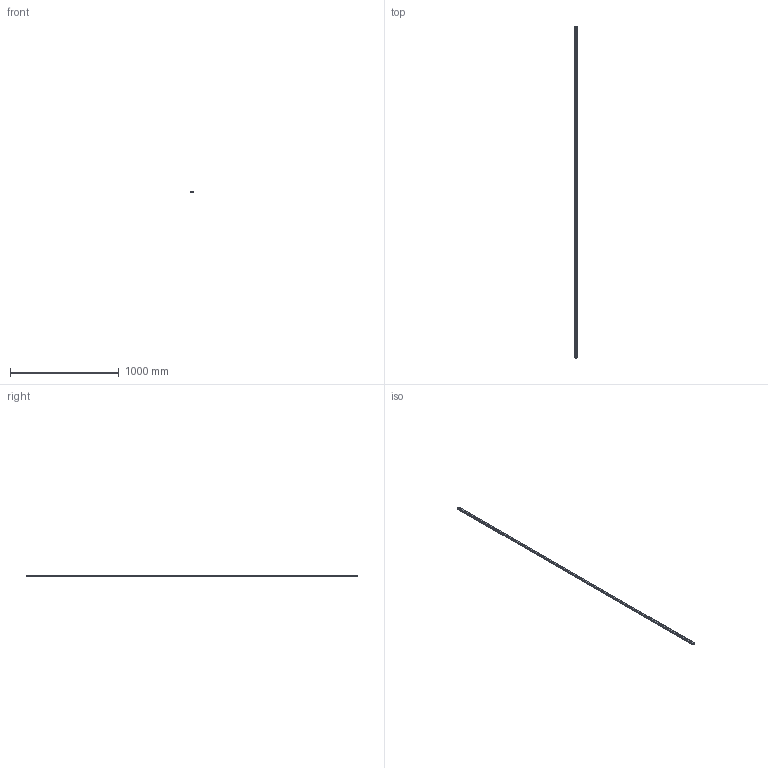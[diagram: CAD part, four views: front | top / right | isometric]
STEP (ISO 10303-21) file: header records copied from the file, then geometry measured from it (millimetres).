
FILE_DESCRIPTION(('STEP AP214'),'1');
FILE_NAME('cctmp_DFA9806F-C94B-40BE-AEE4-A0167E19800A_2021_02_04_11_01_11_0796..stp','2021-02-04T10:01:12',('HIWIN GmbH'),('CADClick - www.CADClick.com'),'Spatial InterOp 3D',' ','unknown authorization');
FILE_SCHEMA(('AUTOMOTIVE_DESIGN'));
Length unit declared in the file: millimetre
Products named in the file (1): EGR20R3060C_FILE
Bounding box: 20 x 3060 x 15.5 mm (x, y, z)
Volume: 821159.1 mm3; surface area: 244661.2 mm2
Topology: 1 solids, 1 shells, 715 faces, 1617 edges, 1010 vertices
Faces by surface type: plane 391, cylinder 324
Entity records: 25875 total; most frequent: DIRECTION 3901, CARTESIAN_POINT 3343, ORIENTED_EDGE 3234, EDGE_CURVE 1617, AXIS2_PLACEMENT_3D 1568, VERTEX_POINT 1010, EDGE_LOOP 821, LINE 765
